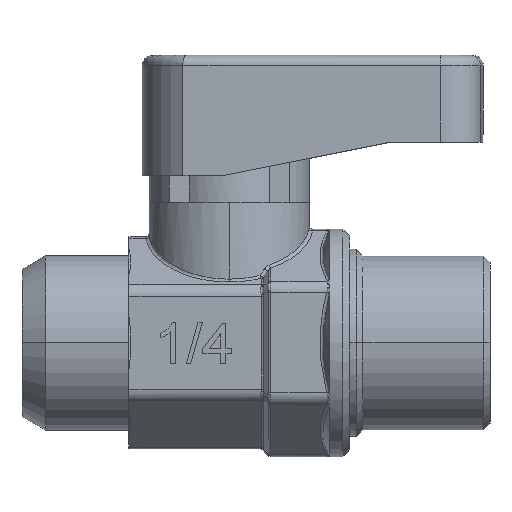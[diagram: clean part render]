
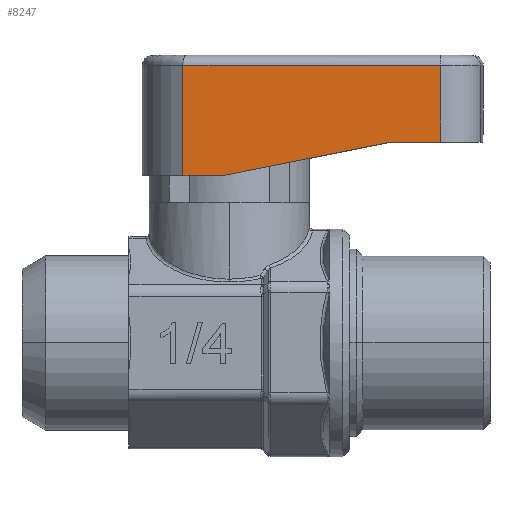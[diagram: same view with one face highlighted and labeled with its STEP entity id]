
A CAD part, top view. The second image highlights one B-rep face of the part: STEP entity #8247.
In plain terms, the highlighted planar face has unit normal (0, 0, 1).
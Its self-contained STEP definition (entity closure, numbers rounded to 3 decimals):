
#147 = ORIENTED_EDGE ( 'NONE', *, *, #13248, .T. ) ;
#148 = ORIENTED_EDGE ( 'NONE', *, *, #13250, .T. ) ;
#149 = ORIENTED_EDGE ( 'NONE', *, *, #13251, .F. ) ;
#150 = ORIENTED_EDGE ( 'NONE', *, *, #13252, .T. ) ;
#151 = ORIENTED_EDGE ( 'NONE', *, *, #13253, .T. ) ;
#152 = ORIENTED_EDGE ( 'NONE', *, *, #13254, .T. ) ;
#1141 = CARTESIAN_POINT ( 'NONE',  ( 20.984, 12.5, 5.5 ) ) ;
#1142 = DIRECTION ( 'NONE',  ( 0., 1., 0. ) ) ;
#1146 = DIRECTION ( 'NONE',  ( -1., 0., 0. ) ) ;
#1150 = CARTESIAN_POINT ( 'NONE',  ( 1.716, 20.75, 5.5 ) ) ;
#1152 = CARTESIAN_POINT ( 'NONE',  ( 1.716, 12.5, 5.5 ) ) ;
#1156 = CARTESIAN_POINT ( 'NONE',  ( 1.716, 12.5, 5.5 ) ) ;
#1157 = DIRECTION ( 'NONE',  ( 0., 1., 0. ) ) ;
#1158 = DIRECTION ( 'NONE',  ( 1., 0., 0. ) ) ;
#1159 = CARTESIAN_POINT ( 'NONE',  ( 17.18, 15., 5.5 ) ) ;
#1160 = DIRECTION ( 'NONE',  ( 0.981, 0.196, 0. ) ) ;
#1161 = CARTESIAN_POINT ( 'NONE',  ( 24.18, 15., 5.5 ) ) ;
#1162 = DIRECTION ( 'NONE',  ( 1., 0., 0. ) ) ;
#2010 = FACE_OUTER_BOUND ( 'NONE', #3693, .T. ) ;
#3693 = EDGE_LOOP ( 'NONE', ( #147, #148, #149, #150, #151, #152 ) ) ;
#6421 = AXIS2_PLACEMENT_3D ( 'NONE', #22902, #22906, #22907 ) ;
#8247 = ADVANCED_FACE ( 'NONE', ( #2010 ), #22904, .T. ) ;
#9067 = VERTEX_POINT ( 'NONE', #17175 ) ;
#9068 = VERTEX_POINT ( 'NONE', #17176 ) ;
#9069 = VERTEX_POINT ( 'NONE', #17177 ) ;
#9070 = VERTEX_POINT ( 'NONE', #17178 ) ;
#9072 = VERTEX_POINT ( 'NONE', #17180 ) ;
#9073 = VERTEX_POINT ( 'NONE', #17181 ) ;
#13248 = EDGE_CURVE ( 'NONE', #9068, #9067, #16109, .T. ) ;
#13250 = EDGE_CURVE ( 'NONE', #9067, #9069, #16112, .T. ) ;
#13251 = EDGE_CURVE ( 'NONE', #9070, #9069, #16113, .T. ) ;
#13252 = EDGE_CURVE ( 'NONE', #9070, #9072, #16110, .T. ) ;
#13253 = EDGE_CURVE ( 'NONE', #9072, #9073, #16117, .T. ) ;
#13254 = EDGE_CURVE ( 'NONE', #9073, #9068, #16119, .T. ) ;
#16109 = LINE ( 'NONE', #1141, #16111 ) ;
#16110 = LINE ( 'NONE', #1152, #16118 ) ;
#16111 = VECTOR ( 'NONE', #1142, 1000. ) ;
#16112 = LINE ( 'NONE', #1150, #16114 ) ;
#16113 = LINE ( 'NONE', #1156, #16116 ) ;
#16114 = VECTOR ( 'NONE', #1146, 1000. ) ;
#16116 = VECTOR ( 'NONE', #1157, 1000. ) ;
#16117 = LINE ( 'NONE', #1159, #16120 ) ;
#16118 = VECTOR ( 'NONE', #1158, 1000. ) ;
#16119 = LINE ( 'NONE', #1161, #16122 ) ;
#16120 = VECTOR ( 'NONE', #1160, 1000. ) ;
#16122 = VECTOR ( 'NONE', #1162, 1000. ) ;
#17175 = CARTESIAN_POINT ( 'NONE',  ( 20.984, 20.75, 5.5 ) ) ;
#17176 = CARTESIAN_POINT ( 'NONE',  ( 20.984, 15., 5.5 ) ) ;
#17177 = CARTESIAN_POINT ( 'NONE',  ( 1.716, 20.75, 5.5 ) ) ;
#17178 = CARTESIAN_POINT ( 'NONE',  ( 1.716, 12.5, 5.5 ) ) ;
#17180 = CARTESIAN_POINT ( 'NONE',  ( 4.68, 12.5, 5.5 ) ) ;
#17181 = CARTESIAN_POINT ( 'NONE',  ( 17.18, 15., 5.5 ) ) ;
#22902 = CARTESIAN_POINT ( 'NONE',  ( 1.716, 12.5, 5.5 ) ) ;
#22904 = PLANE ( 'NONE',  #6421 ) ;
#22906 = DIRECTION ( 'NONE',  ( 0., 0., 1. ) ) ;
#22907 = DIRECTION ( 'NONE',  ( 1., 0., 0. ) ) ;
